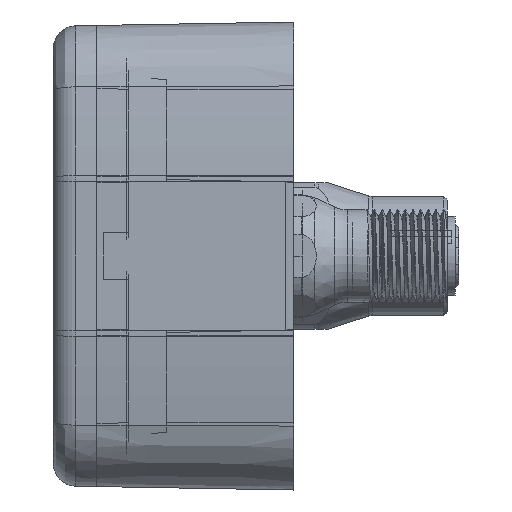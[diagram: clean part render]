
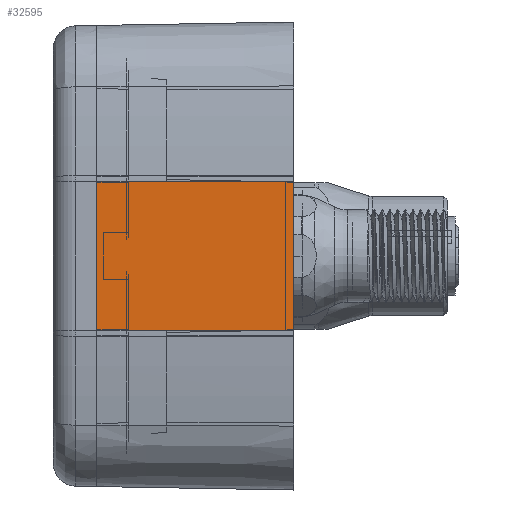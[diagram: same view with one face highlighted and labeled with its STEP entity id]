
A CAD part, left-side view. The second image highlights one B-rep face of the part: STEP entity #32595.
In plain terms, the highlighted planar face has unit normal (-1, 0.018, 0).
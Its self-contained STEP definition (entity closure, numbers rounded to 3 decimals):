
#4760=DIRECTION('',(0.,0.,-1.));
#4761=VECTOR('',#4760,19.399);
#4762=CARTESIAN_POINT('',(-319.447,-19.,9.699));
#4763=LINE('',#4762,#4761);
#5080=DIRECTION('',(0.,0.,1.));
#5081=VECTOR('',#5080,19.364);
#5082=CARTESIAN_POINT('',(-319.,6.6,-9.682));
#5083=LINE('',#5082,#5081);
#5214=CARTESIAN_POINT('',(-319.,6.6,-9.682));
#5215=CARTESIAN_POINT('',(-319.034,4.641,
-9.683));
#5216=CARTESIAN_POINT('',(-319.104,0.661,
-9.686));
#5217=CARTESIAN_POINT('',(-319.21,-5.431,
-9.69));
#5218=CARTESIAN_POINT('',(-319.322,-11.849,
-9.695));
#5219=CARTESIAN_POINT('',(-319.404,-16.557,
-9.698));
#5220=CARTESIAN_POINT('',(-319.447,-19.,-9.699));
#5222=CARTESIAN_POINT('',(-319.,6.6,9.682));
#5223=CARTESIAN_POINT('',(-319.034,4.641,9.683));
#5224=CARTESIAN_POINT('',(-319.104,0.661,
9.686));
#5225=CARTESIAN_POINT('',(-319.21,-5.431,
9.69));
#5226=CARTESIAN_POINT('',(-319.322,-11.849,
9.695));
#5227=CARTESIAN_POINT('',(-319.404,-16.557,
9.698));
#5228=CARTESIAN_POINT('',(-319.447,-19.,9.699));
#26568=VERTEX_POINT('',#5214);
#26569=VERTEX_POINT('',#5220);
#26575=CARTESIAN_POINT('',(-319.447,-19.,9.699));
#26576=VERTEX_POINT('',#26575);
#27056=VERTEX_POINT('',#5222);
#32583=CARTESIAN_POINT('',(-319.,6.6,-11.742));
#32584=DIRECTION('',(-1.,0.017,0.));
#32585=DIRECTION('',(0.,0.,1.));
#32586=AXIS2_PLACEMENT_3D('',#32583,#32584,#32585);
#32587=PLANE('',#32586);
#32589=ORIENTED_EDGE('',*,*,#32588,.F.);
#32590=ORIENTED_EDGE('',*,*,#32390,.T.);
#32591=ORIENTED_EDGE('',*,*,#32576,.T.);
#32592=ORIENTED_EDGE('',*,*,#32180,.T.);
#32593=EDGE_LOOP('',(#32589,#32590,#32591,#32592));
#32594=FACE_OUTER_BOUND('',#32593,.F.);
#5221=B_SPLINE_CURVE_WITH_KNOTS('',3,(#5214,#5215,#5216,#5217,#5218,#5219,
#5220),.UNSPECIFIED.,.F.,.F.,(4,1,1,1,4),(0.,0.25,0.5,0.75,1.),
.UNSPECIFIED.);
#5229=B_SPLINE_CURVE_WITH_KNOTS('',3,(#5222,#5223,#5224,#5225,#5226,#5227,
#5228),.UNSPECIFIED.,.F.,.F.,(4,1,1,1,4),(0.,0.25,0.5,0.75,1.),
.UNSPECIFIED.);
#32180=EDGE_CURVE('',#26576,#26569,#4763,.T.);
#32390=EDGE_CURVE('',#26568,#27056,#5083,.T.);
#32576=EDGE_CURVE('',#27056,#26576,#5229,.T.);
#32588=EDGE_CURVE('',#26568,#26569,#5221,.T.);
#32595=ADVANCED_FACE('',(#32594),#32587,.T.);
